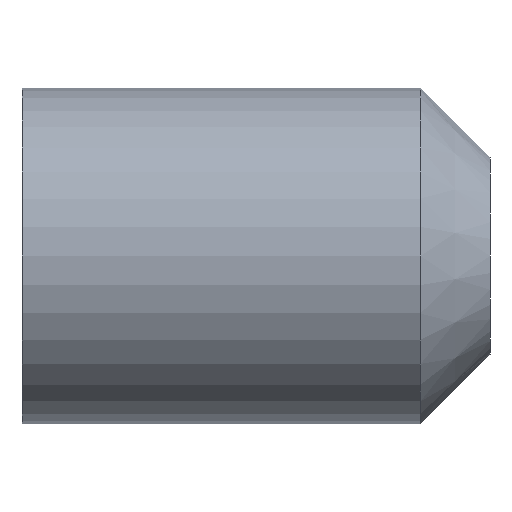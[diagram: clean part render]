
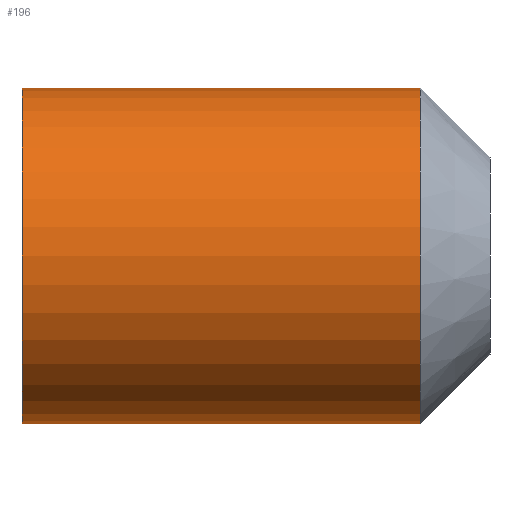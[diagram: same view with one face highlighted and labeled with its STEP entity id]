
A CAD part, left-side view. The second image highlights one B-rep face of the part: STEP entity #196.
In plain terms, the highlighted cylindrical face has radius 1.45 mm (diameter 2.9 mm), a partial arc.
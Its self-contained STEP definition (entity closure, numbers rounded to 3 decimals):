
#6 = ORIENTED_EDGE ( 'NONE', *, *, #364, .T. ) ;
#16 = VERTEX_POINT ( 'NONE', #184 ) ;
#26 = LINE ( 'NONE', #30, #256 ) ;
#29 = CYLINDRICAL_SURFACE ( 'NONE', #64, 1.45 ) ;
#30 = CARTESIAN_POINT ( 'NONE',  ( 0., 4.04, 1.45 ) ) ;
#32 = CARTESIAN_POINT ( 'NONE',  ( 0., 0.6, 0. ) ) ;
#44 = ORIENTED_EDGE ( 'NONE', *, *, #156, .T. ) ;
#45 = CARTESIAN_POINT ( 'NONE',  ( 0., 4.04, -1.45 ) ) ;
#52 = VERTEX_POINT ( 'NONE', #248 ) ;
#64 = AXIS2_PLACEMENT_3D ( 'NONE', #228, #200, #336 ) ;
#109 = CARTESIAN_POINT ( 'NONE',  ( 0., 0.6, 1.45 ) ) ;
#112 = VERTEX_POINT ( 'NONE', #222 ) ;
#117 = DIRECTION ( 'NONE',  ( 0., 0., 1. ) ) ;
#156 = EDGE_CURVE ( 'NONE', #16, #270, #255, .T. ) ;
#159 = DIRECTION ( 'NONE',  ( 0., -1., 0. ) ) ;
#164 = CIRCLE ( 'NONE', #233, 1.45 ) ;
#167 = EDGE_LOOP ( 'NONE', ( #319, #405, #6, #44 ) ) ;
#176 = DIRECTION ( 'NONE',  ( 0., -1., 0. ) ) ;
#184 = CARTESIAN_POINT ( 'NONE',  ( 0., 0.6, -1.45 ) ) ;
#196 = ADVANCED_FACE ( 'NONE', ( #321 ), #29, .T. ) ;
#197 = DIRECTION ( 'NONE',  ( 0., 0., 1. ) ) ;
#200 = DIRECTION ( 'NONE',  ( 0., -1., 0. ) ) ;
#202 = EDGE_CURVE ( 'NONE', #112, #52, #164, .T. ) ;
#222 = CARTESIAN_POINT ( 'NONE',  ( 0., 4.04, -1.45 ) ) ;
#228 = CARTESIAN_POINT ( 'NONE',  ( 0., 4.04, 0. ) ) ;
#233 = AXIS2_PLACEMENT_3D ( 'NONE', #264, #367, #197 ) ;
#248 = CARTESIAN_POINT ( 'NONE',  ( 0., 4.04, 1.45 ) ) ;
#255 = CIRCLE ( 'NONE', #366, 1.45 ) ;
#256 = VECTOR ( 'NONE', #159, 1000. ) ;
#264 = CARTESIAN_POINT ( 'NONE',  ( 0., 4.04, 0. ) ) ;
#270 = VERTEX_POINT ( 'NONE', #109 ) ;
#296 = VECTOR ( 'NONE', #176, 1000. ) ;
#319 = ORIENTED_EDGE ( 'NONE', *, *, #418, .F. ) ;
#321 = FACE_OUTER_BOUND ( 'NONE', #167, .T. ) ;
#336 = DIRECTION ( 'NONE',  ( 0., 0., -1. ) ) ;
#342 = LINE ( 'NONE', #45, #296 ) ;
#357 = DIRECTION ( 'NONE',  ( 0., 1., 0. ) ) ;
#364 = EDGE_CURVE ( 'NONE', #112, #16, #342, .T. ) ;
#366 = AXIS2_PLACEMENT_3D ( 'NONE', #32, #357, #117 ) ;
#367 = DIRECTION ( 'NONE',  ( 0., 1., 0. ) ) ;
#405 = ORIENTED_EDGE ( 'NONE', *, *, #202, .F. ) ;
#418 = EDGE_CURVE ( 'NONE', #52, #270, #26, .T. ) ;
